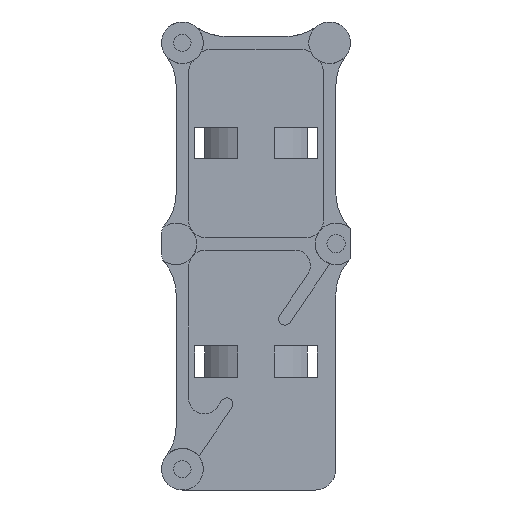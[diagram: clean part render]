
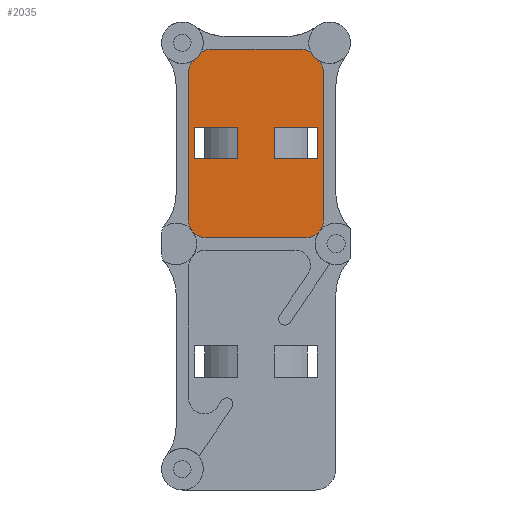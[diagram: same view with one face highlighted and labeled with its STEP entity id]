
A CAD part, front view. The second image highlights one B-rep face of the part: STEP entity #2035.
In plain terms, the highlighted planar face has unit normal (0, -1, 0).
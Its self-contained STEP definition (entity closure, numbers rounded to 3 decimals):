
#64=FACE_BOUND('',#629,.T.);
#65=FACE_BOUND('',#630,.T.);
#130=LINE('',#3166,#326);
#134=LINE('',#3174,#330);
#136=LINE('',#3181,#332);
#140=LINE('',#3189,#336);
#142=LINE('',#3195,#338);
#144=LINE('',#3200,#340);
#146=LINE('',#3204,#342);
#148=LINE('',#3209,#344);
#157=LINE('',#3254,#353);
#166=LINE('',#3289,#362);
#173=LINE('',#3313,#369);
#176=LINE('',#3322,#372);
#326=VECTOR('',#2524,10.);
#330=VECTOR('',#2530,10.);
#332=VECTOR('',#2536,10.);
#336=VECTOR('',#2542,10.);
#338=VECTOR('',#2548,10.);
#340=VECTOR('',#2554,10.);
#342=VECTOR('',#2558,10.);
#344=VECTOR('',#2564,10.);
#353=VECTOR('',#2611,10.);
#362=VECTOR('',#2646,10.);
#369=VECTOR('',#2673,10.);
#372=VECTOR('',#2684,10.);
#513=FACE_OUTER_BOUND('',#628,.T.);
#628=EDGE_LOOP('',(#1560,#1561,#1562,#1563,#1564,#1565,#1566,#1567,#1568,
#1569,#1570,#1571,#1572,#1573,#1574,#1575));
#629=EDGE_LOOP('',(#1576,#1577,#1578,#1579));
#630=EDGE_LOOP('',(#1580,#1581,#1582,#1583));
#712=CIRCLE('',#2131,4.);
#750=CIRCLE('',#2198,3.);
#753=CIRCLE('',#2202,4.);
#757=CIRCLE('',#2207,3.);
#759=CIRCLE('',#2211,3.);
#762=CIRCLE('',#2215,4.);
#766=CIRCLE('',#2220,3.);
#768=CIRCLE('',#2224,3.);
#771=CIRCLE('',#2228,4.);
#773=CIRCLE('',#2231,3.);
#774=CIRCLE('',#2234,3.);
#776=CIRCLE('',#2237,3.);
#826=VERTEX_POINT('',#3008);
#827=VERTEX_POINT('',#3010);
#885=VERTEX_POINT('',#3164);
#886=VERTEX_POINT('',#3165);
#889=VERTEX_POINT('',#3173);
#891=VERTEX_POINT('',#3179);
#892=VERTEX_POINT('',#3180);
#895=VERTEX_POINT('',#3188);
#897=VERTEX_POINT('',#3194);
#899=VERTEX_POINT('',#3203);
#904=VERTEX_POINT('',#3221);
#905=VERTEX_POINT('',#3222);
#909=VERTEX_POINT('',#3232);
#915=VERTEX_POINT('',#3247);
#917=VERTEX_POINT('',#3253);
#919=VERTEX_POINT('',#3259);
#922=VERTEX_POINT('',#3267);
#928=VERTEX_POINT('',#3282);
#930=VERTEX_POINT('',#3288);
#932=VERTEX_POINT('',#3294);
#934=VERTEX_POINT('',#3301);
#936=VERTEX_POINT('',#3308);
#937=VERTEX_POINT('',#3312);
#938=VERTEX_POINT('',#3316);
#1030=EDGE_CURVE('',#827,#826,#712,.T.);
#1108=EDGE_CURVE('',#885,#886,#130,.T.);
#1112=EDGE_CURVE('',#886,#889,#134,.T.);
#1115=EDGE_CURVE('',#891,#892,#136,.T.);
#1119=EDGE_CURVE('',#892,#895,#140,.T.);
#1122=EDGE_CURVE('',#889,#897,#142,.T.);
#1125=EDGE_CURVE('',#897,#885,#144,.T.);
#1127=EDGE_CURVE('',#895,#899,#146,.T.);
#1130=EDGE_CURVE('',#899,#891,#148,.T.);
#1135=EDGE_CURVE('',#904,#905,#750,.T.);
#1140=EDGE_CURVE('',#909,#904,#753,.T.);
#1148=EDGE_CURVE('',#915,#909,#757,.T.);
#1151=EDGE_CURVE('',#917,#915,#157,.T.);
#1154=EDGE_CURVE('',#919,#917,#759,.T.);
#1158=EDGE_CURVE('',#922,#919,#762,.T.);
#1166=EDGE_CURVE('',#928,#922,#766,.T.);
#1169=EDGE_CURVE('',#930,#928,#166,.T.);
#1172=EDGE_CURVE('',#932,#930,#768,.T.);
#1176=EDGE_CURVE('',#934,#932,#771,.T.);
#1180=EDGE_CURVE('',#936,#934,#773,.T.);
#1182=EDGE_CURVE('',#937,#936,#173,.T.);
#1184=EDGE_CURVE('',#938,#827,#774,.T.);
#1187=EDGE_CURVE('',#905,#938,#176,.T.);
#1188=EDGE_CURVE('',#826,#937,#776,.T.);
#1560=ORIENTED_EDGE('',*,*,#1135,.T.);
#1561=ORIENTED_EDGE('',*,*,#1187,.T.);
#1562=ORIENTED_EDGE('',*,*,#1184,.T.);
#1563=ORIENTED_EDGE('',*,*,#1030,.T.);
#1564=ORIENTED_EDGE('',*,*,#1188,.T.);
#1565=ORIENTED_EDGE('',*,*,#1182,.T.);
#1566=ORIENTED_EDGE('',*,*,#1180,.T.);
#1567=ORIENTED_EDGE('',*,*,#1176,.T.);
#1568=ORIENTED_EDGE('',*,*,#1172,.T.);
#1569=ORIENTED_EDGE('',*,*,#1169,.T.);
#1570=ORIENTED_EDGE('',*,*,#1166,.T.);
#1571=ORIENTED_EDGE('',*,*,#1158,.T.);
#1572=ORIENTED_EDGE('',*,*,#1154,.T.);
#1573=ORIENTED_EDGE('',*,*,#1151,.T.);
#1574=ORIENTED_EDGE('',*,*,#1148,.T.);
#1575=ORIENTED_EDGE('',*,*,#1140,.T.);
#1576=ORIENTED_EDGE('',*,*,#1122,.T.);
#1577=ORIENTED_EDGE('',*,*,#1125,.T.);
#1578=ORIENTED_EDGE('',*,*,#1108,.T.);
#1579=ORIENTED_EDGE('',*,*,#1112,.T.);
#1580=ORIENTED_EDGE('',*,*,#1127,.T.);
#1581=ORIENTED_EDGE('',*,*,#1130,.T.);
#1582=ORIENTED_EDGE('',*,*,#1115,.T.);
#1583=ORIENTED_EDGE('',*,*,#1119,.T.);
#1949=PLANE('',#2236);
#2035=ADVANCED_FACE('',(#513,#64,#65),#1949,.F.);
#2131=AXIS2_PLACEMENT_3D('',#3011,#2379,#2380);
#2198=AXIS2_PLACEMENT_3D('',#3223,#2580,#2581);
#2202=AXIS2_PLACEMENT_3D('',#3233,#2590,#2591);
#2207=AXIS2_PLACEMENT_3D('',#3248,#2604,#2605);
#2211=AXIS2_PLACEMENT_3D('',#3260,#2616,#2617);
#2215=AXIS2_PLACEMENT_3D('',#3268,#2625,#2626);
#2220=AXIS2_PLACEMENT_3D('',#3283,#2639,#2640);
#2224=AXIS2_PLACEMENT_3D('',#3295,#2651,#2652);
#2228=AXIS2_PLACEMENT_3D('',#3302,#2660,#2661);
#2231=AXIS2_PLACEMENT_3D('',#3309,#2668,#2669);
#2234=AXIS2_PLACEMENT_3D('',#3317,#2677,#2678);
#2236=AXIS2_PLACEMENT_3D('',#3321,#2682,#2683);
#2237=AXIS2_PLACEMENT_3D('',#3323,#2685,#2686);
#2379=DIRECTION('center_axis',(0.,1.,0.));
#2380=DIRECTION('ref_axis',(-1.,0.,0.));
#2524=DIRECTION('',(0.,0.,-1.));
#2530=DIRECTION('',(-1.,0.,0.));
#2536=DIRECTION('',(0.,0.,1.));
#2542=DIRECTION('',(1.,0.,0.));
#2548=DIRECTION('',(0.,0.,1.));
#2554=DIRECTION('',(1.,0.,0.));
#2558=DIRECTION('',(0.,0.,-1.));
#2564=DIRECTION('',(-1.,0.,0.));
#2580=DIRECTION('center_axis',(0.,-1.,0.));
#2581=DIRECTION('ref_axis',(-0.894,0.,0.447));
#2590=DIRECTION('center_axis',(0.,1.,0.));
#2591=DIRECTION('ref_axis',(-1.,0.,0.));
#2604=DIRECTION('center_axis',(0.,-1.,0.));
#2605=DIRECTION('ref_axis',(-0.447,0.,0.894));
#2611=DIRECTION('',(-1.,0.,0.));
#2616=DIRECTION('center_axis',(0.,-1.,0.));
#2617=DIRECTION('ref_axis',(0.447,0.,0.894));
#2625=DIRECTION('center_axis',(0.,1.,0.));
#2626=DIRECTION('ref_axis',(-1.,0.,0.));
#2639=DIRECTION('center_axis',(0.,-1.,0.));
#2640=DIRECTION('ref_axis',(0.894,0.,0.447));
#2646=DIRECTION('',(0.,0.,1.));
#2651=DIRECTION('center_axis',(0.,-1.,0.));
#2652=DIRECTION('ref_axis',(0.943,0.,-0.333));
#2660=DIRECTION('center_axis',(0.,1.,0.));
#2661=DIRECTION('ref_axis',(-1.,0.,0.));
#2668=DIRECTION('center_axis',(0.,-1.,0.));
#2669=DIRECTION('ref_axis',(0.447,0.,-0.894));
#2673=DIRECTION('',(1.,0.,0.));
#2677=DIRECTION('center_axis',(0.,-1.,0.));
#2678=DIRECTION('ref_axis',(-0.943,0.,-0.333));
#2682=DIRECTION('center_axis',(0.,1.,0.));
#2683=DIRECTION('ref_axis',(-1.,0.,0.));
#2684=DIRECTION('',(0.,0.,-1.));
#2685=DIRECTION('center_axis',(0.,-1.,0.));
#2686=DIRECTION('ref_axis',(-0.447,0.,-0.894));
#3008=CARTESIAN_POINT('',(340.38,127.611,87.848));
#3010=CARTESIAN_POINT('',(340.294,127.611,87.958));
#3011=CARTESIAN_POINT('Origin',(337.18,127.611,85.448));
#3164=CARTESIAN_POINT('',(364.33,127.611,107.806));
#3165=CARTESIAN_POINT('',(364.33,127.611,101.806));
#3166=CARTESIAN_POINT('',(364.33,127.611,95.456));
#3173=CARTESIAN_POINT('',(356.051,127.611,101.806));
#3174=CARTESIAN_POINT('',(355.517,127.611,101.806));
#3179=CARTESIAN_POINT('',(340.83,127.611,101.806));
#3180=CARTESIAN_POINT('',(340.83,127.611,107.806));
#3181=CARTESIAN_POINT('',(340.83,127.611,95.456));
#3188=CARTESIAN_POINT('',(349.108,127.611,107.806));
#3189=CARTESIAN_POINT('',(349.642,127.611,107.806));
#3194=CARTESIAN_POINT('',(356.051,127.611,107.806));
#3195=CARTESIAN_POINT('',(356.051,127.611,107.806));
#3200=CARTESIAN_POINT('',(355.517,127.611,107.806));
#3203=CARTESIAN_POINT('',(349.108,127.611,101.806));
#3204=CARTESIAN_POINT('',(349.108,127.611,107.806));
#3209=CARTESIAN_POINT('',(349.642,127.611,101.806));
#3221=CARTESIAN_POINT('',(340.83,127.611,120.906));
#3222=CARTESIAN_POINT('',(339.63,127.611,118.506));
#3223=CARTESIAN_POINT('Origin',(342.63,127.611,118.506));
#3232=CARTESIAN_POINT('',(341.63,127.611,121.706));
#3233=CARTESIAN_POINT('Origin',(338.43,127.611,124.106));
#3247=CARTESIAN_POINT('',(344.03,127.611,122.906));
#3248=CARTESIAN_POINT('Origin',(344.03,127.611,119.906));
#3253=CARTESIAN_POINT('',(361.13,127.611,122.906));
#3254=CARTESIAN_POINT('',(347.413,127.611,122.906));
#3259=CARTESIAN_POINT('',(363.53,127.611,121.706));
#3260=CARTESIAN_POINT('Origin',(361.13,127.611,119.906));
#3267=CARTESIAN_POINT('',(364.33,127.611,120.906));
#3268=CARTESIAN_POINT('Origin',(366.73,127.611,124.106));
#3282=CARTESIAN_POINT('',(365.53,127.611,118.506));
#3283=CARTESIAN_POINT('Origin',(362.53,127.611,118.506));
#3288=CARTESIAN_POINT('',(365.53,127.611,89.841));
#3289=CARTESIAN_POINT('',(365.53,127.611,101.698));
#3294=CARTESIAN_POINT('',(364.865,127.611,87.958));
#3295=CARTESIAN_POINT('Origin',(362.53,127.611,89.841));
#3301=CARTESIAN_POINT('',(364.78,127.611,87.848));
#3302=CARTESIAN_POINT('Origin',(367.98,127.611,85.448));
#3308=CARTESIAN_POINT('',(362.38,127.611,86.648));
#3309=CARTESIAN_POINT('Origin',(362.38,127.611,89.648));
#3312=CARTESIAN_POINT('',(342.78,127.611,86.648));
#3313=CARTESIAN_POINT('',(358.372,127.611,86.648));
#3316=CARTESIAN_POINT('',(339.63,127.611,89.841));
#3317=CARTESIAN_POINT('Origin',(342.63,127.611,89.841));
#3321=CARTESIAN_POINT('Origin',(352.58,127.611,83.106));
#3322=CARTESIAN_POINT('',(339.63,127.611,85.858));
#3323=CARTESIAN_POINT('Origin',(342.78,127.611,89.648));
